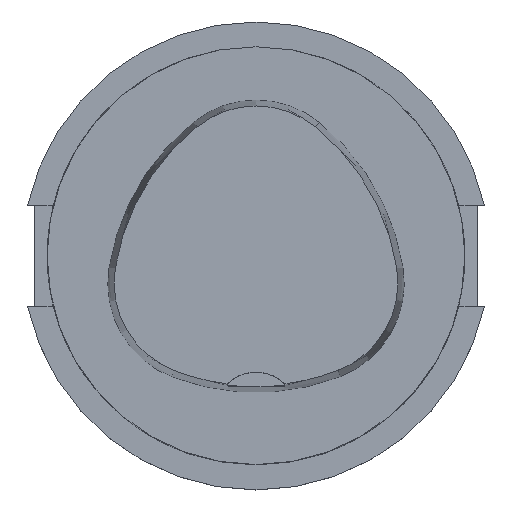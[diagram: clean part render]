
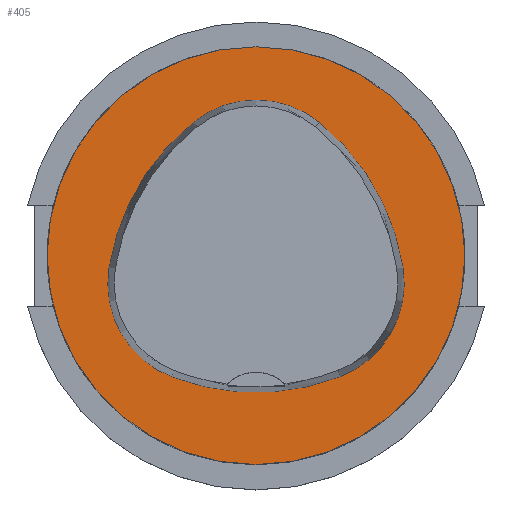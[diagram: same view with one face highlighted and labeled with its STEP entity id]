
A CAD part, top view. The second image highlights one B-rep face of the part: STEP entity #405.
In plain terms, the highlighted planar face has unit normal (0, 0, 1).
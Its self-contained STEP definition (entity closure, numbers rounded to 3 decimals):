
#144=PLANE('',#1181);
#405=ADVANCED_FACE('',(#474,#475),#144,.T.);
#474=FACE_BOUND('',#535,.T.);
#475=FACE_BOUND('',#536,.T.);
#535=EDGE_LOOP('',(#713,#714,#715,#716,#717,#718));
#536=EDGE_LOOP('',(#719));
#713=ORIENTED_EDGE('',*,*,#1042,.T.);
#714=ORIENTED_EDGE('',*,*,#1022,.T.);
#715=ORIENTED_EDGE('',*,*,#1026,.T.);
#716=ORIENTED_EDGE('',*,*,#1029,.T.);
#717=ORIENTED_EDGE('',*,*,#1032,.T.);
#718=ORIENTED_EDGE('',*,*,#1040,.T.);
#719=ORIENTED_EDGE('',*,*,#1013,.F.);
#908=VERTEX_POINT('',#1684);
#917=VERTEX_POINT('',#1703);
#918=VERTEX_POINT('',#1704);
#921=VERTEX_POINT('',#1712);
#923=VERTEX_POINT('',#1718);
#925=VERTEX_POINT('',#1724);
#932=VERTEX_POINT('',#1745);
#1013=EDGE_CURVE('',#908,#908,#1094,.T.);
#1022=EDGE_CURVE('',#917,#918,#1095,.T.);
#1026=EDGE_CURVE('',#918,#921,#1097,.T.);
#1029=EDGE_CURVE('',#921,#923,#1099,.T.);
#1032=EDGE_CURVE('',#923,#925,#1101,.T.);
#1040=EDGE_CURVE('',#925,#932,#1105,.T.);
#1042=EDGE_CURVE('',#932,#917,#1107,.T.);
#1094=CIRCLE('',#1153,25.0);
#1095=CIRCLE('',#1159,28.0);
#1097=CIRCLE('',#1162,12.0);
#1099=CIRCLE('',#1165,28.0);
#1101=CIRCLE('',#1168,12.0);
#1105=CIRCLE('',#1173,28.0);
#1107=CIRCLE('',#1176,12.0);
#1153=AXIS2_PLACEMENT_3D('',#1683,#1343,#1344);
#1159=AXIS2_PLACEMENT_3D('',#1702,#1359,#1360);
#1162=AXIS2_PLACEMENT_3D('',#1711,#1367,#1368);
#1165=AXIS2_PLACEMENT_3D('',#1717,#1374,#1375);
#1168=AXIS2_PLACEMENT_3D('',#1723,#1381,#1382);
#1173=AXIS2_PLACEMENT_3D('',#1746,#1393,#1394);
#1176=AXIS2_PLACEMENT_3D('',#1749,#1399,#1400);
#1181=AXIS2_PLACEMENT_3D('',#1754,#1409,#1410);
#1343=DIRECTION('',(0.0,0.0,-1.0));
#1344=DIRECTION('',(-1.0,0.0,0.0));
#1359=DIRECTION('',(0.0,0.0,-1.0));
#1360=DIRECTION('',(-1.0,0.0,0.0));
#1367=DIRECTION('',(0.0,0.0,-1.0));
#1368=DIRECTION('',(-1.0,0.0,0.0));
#1374=DIRECTION('',(0.0,0.0,-1.0));
#1375=DIRECTION('',(-1.0,0.0,0.0));
#1381=DIRECTION('',(0.0,0.0,-1.0));
#1382=DIRECTION('',(-1.0,0.0,0.0));
#1393=DIRECTION('',(0.0,0.0,-1.0));
#1394=DIRECTION('',(-1.0,0.0,0.0));
#1399=DIRECTION('',(0.0,0.0,-1.0));
#1400=DIRECTION('',(-1.0,0.0,0.0));
#1409=DIRECTION('',(0.0,0.0,1.0));
#1410=DIRECTION('',(1.0,0.0,0.0));
#1683=CARTESIAN_POINT('',(0.0,0.0,0.0));
#1684=CARTESIAN_POINT('',(-25.0,0.0,0.0));
#1702=CARTESIAN_POINT('',(10.068,-5.824,0.0));
#1703=CARTESIAN_POINT('',(-17.584,-1.424,0.0));
#1704=CARTESIAN_POINT('',(-7.531,15.953,0.0));
#1711=CARTESIAN_POINT('',(0.011,6.62,0.0));
#1712=CARTESIAN_POINT('',(7.567,15.942,0.0));
#1717=CARTESIAN_POINT('',(-10.063,-5.81,0.0));
#1718=CARTESIAN_POINT('',(17.59,-1.418,0.0));
#1723=CARTESIAN_POINT('',(5.739,-3.3,0.0));
#1724=CARTESIAN_POINT('',(10.05,-14.499,0.0));
#1745=CARTESIAN_POINT('',(-10.025,-14.516,0.0));
#1746=CARTESIAN_POINT('',(-0.01,11.631,0.0));
#1749=CARTESIAN_POINT('',(-5.733,-3.31,0.0));
#1754=CARTESIAN_POINT('',(0.0,0.0,0.0));
